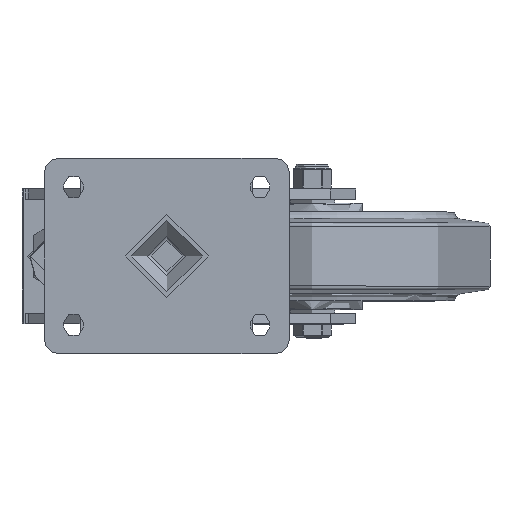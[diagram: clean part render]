
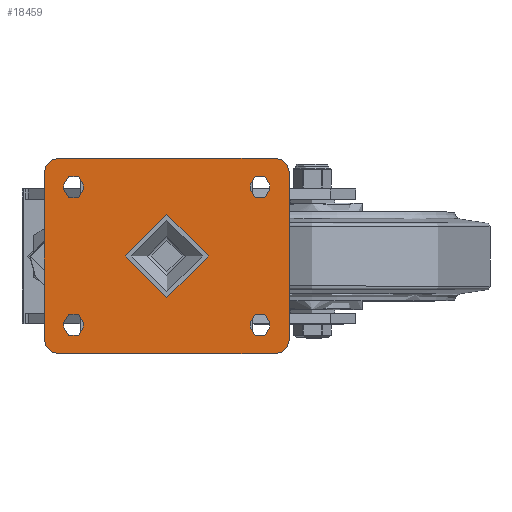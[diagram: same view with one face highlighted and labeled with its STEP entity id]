
A CAD part, top view. The second image highlights one B-rep face of the part: STEP entity #18459.
In plain terms, the highlighted planar face has unit normal (0, 0, 1).
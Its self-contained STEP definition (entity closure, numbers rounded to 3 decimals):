
#1875=FACE_BOUND('',#3734,.T.);
#1876=FACE_BOUND('',#3735,.T.);
#1877=FACE_BOUND('',#3736,.T.);
#1878=FACE_BOUND('',#3737,.T.);
#1879=FACE_BOUND('',#3738,.T.);
#2063=PLANE('',#19974);
#2561=FACE_OUTER_BOUND('',#3733,.T.);
#3733=EDGE_LOOP('',(#12638,#12639,#12640,#12641,#12642,#12643,#12644,#12645));
#3734=EDGE_LOOP('',(#12646));
#3735=EDGE_LOOP('',(#12647,#12648,#12649,#12650));
#3736=EDGE_LOOP('',(#12651,#12652,#12653,#12654));
#3737=EDGE_LOOP('',(#12655,#12656,#12657,#12658));
#3738=EDGE_LOOP('',(#12659,#12660,#12661,#12662));
#5047=LINE('',#26267,#6028);
#5051=LINE('',#26276,#6032);
#5054=LINE('',#26284,#6035);
#5057=LINE('',#26292,#6038);
#5061=LINE('',#26304,#6042);
#5063=LINE('',#26310,#6044);
#5067=LINE('',#26320,#6048);
#5069=LINE('',#26326,#6050);
#5073=LINE('',#26336,#6054);
#5075=LINE('',#26342,#6056);
#5079=LINE('',#26352,#6060);
#5081=LINE('',#26358,#6062);
#6028=VECTOR('',#21770,1000.);
#6032=VECTOR('',#21780,1000.);
#6035=VECTOR('',#21789,1000.);
#6038=VECTOR('',#21798,1000.);
#6042=VECTOR('',#21812,1000.);
#6044=VECTOR('',#21820,1000.);
#6048=VECTOR('',#21830,1000.);
#6050=VECTOR('',#21838,1000.);
#6054=VECTOR('',#21848,1000.);
#6056=VECTOR('',#21856,1000.);
#6060=VECTOR('',#21866,1000.);
#6062=VECTOR('',#21874,1000.);
#6999=CIRCLE('',#19906,23.5);
#7021=CIRCLE('',#19940,8.);
#7022=CIRCLE('',#19943,8.);
#7023=CIRCLE('',#19946,8.);
#7024=CIRCLE('',#19949,8.);
#7025=CIRCLE('',#19951,5.5);
#7026=CIRCLE('',#19954,5.5);
#7027=CIRCLE('',#19957,5.5);
#7028=CIRCLE('',#19960,5.5);
#7029=CIRCLE('',#19963,5.5);
#7030=CIRCLE('',#19966,5.5);
#7031=CIRCLE('',#19969,5.5);
#7032=CIRCLE('',#19972,5.5);
#7795=VERTEX_POINT('',#26184);
#7827=VERTEX_POINT('',#26264);
#7828=VERTEX_POINT('',#26266);
#7829=VERTEX_POINT('',#26270);
#7830=VERTEX_POINT('',#26274);
#7831=VERTEX_POINT('',#26278);
#7832=VERTEX_POINT('',#26282);
#7833=VERTEX_POINT('',#26286);
#7834=VERTEX_POINT('',#26290);
#7835=VERTEX_POINT('',#26296);
#7836=VERTEX_POINT('',#26298);
#7837=VERTEX_POINT('',#26302);
#7838=VERTEX_POINT('',#26306);
#7839=VERTEX_POINT('',#26312);
#7840=VERTEX_POINT('',#26314);
#7841=VERTEX_POINT('',#26318);
#7842=VERTEX_POINT('',#26322);
#7843=VERTEX_POINT('',#26328);
#7844=VERTEX_POINT('',#26330);
#7845=VERTEX_POINT('',#26334);
#7846=VERTEX_POINT('',#26338);
#7847=VERTEX_POINT('',#26344);
#7848=VERTEX_POINT('',#26346);
#7849=VERTEX_POINT('',#26350);
#7850=VERTEX_POINT('',#26354);
#9635=EDGE_CURVE('',#7795,#7795,#6999,.T.);
#9673=EDGE_CURVE('',#7827,#7828,#5047,.T.);
#9676=EDGE_CURVE('',#7829,#7827,#7021,.T.);
#9678=EDGE_CURVE('',#7830,#7829,#5051,.T.);
#9680=EDGE_CURVE('',#7831,#7830,#7022,.T.);
#9682=EDGE_CURVE('',#7832,#7831,#5054,.T.);
#9684=EDGE_CURVE('',#7833,#7832,#7023,.T.);
#9686=EDGE_CURVE('',#7834,#7833,#5057,.T.);
#9687=EDGE_CURVE('',#7834,#7828,#7024,.T.);
#9689=EDGE_CURVE('',#7836,#7835,#7025,.T.);
#9692=EDGE_CURVE('',#7835,#7837,#5061,.T.);
#9694=EDGE_CURVE('',#7837,#7838,#7026,.T.);
#9695=EDGE_CURVE('',#7838,#7836,#5063,.T.);
#9697=EDGE_CURVE('',#7840,#7839,#7027,.T.);
#9700=EDGE_CURVE('',#7839,#7841,#5067,.T.);
#9702=EDGE_CURVE('',#7841,#7842,#7028,.T.);
#9703=EDGE_CURVE('',#7842,#7840,#5069,.T.);
#9705=EDGE_CURVE('',#7844,#7843,#7029,.T.);
#9708=EDGE_CURVE('',#7843,#7845,#5073,.T.);
#9710=EDGE_CURVE('',#7845,#7846,#7030,.T.);
#9711=EDGE_CURVE('',#7846,#7844,#5075,.T.);
#9713=EDGE_CURVE('',#7848,#7847,#7031,.T.);
#9716=EDGE_CURVE('',#7847,#7849,#5079,.T.);
#9718=EDGE_CURVE('',#7849,#7850,#7032,.T.);
#9719=EDGE_CURVE('',#7850,#7848,#5081,.T.);
#12638=ORIENTED_EDGE('',*,*,#9687,.T.);
#12639=ORIENTED_EDGE('',*,*,#9673,.F.);
#12640=ORIENTED_EDGE('',*,*,#9676,.F.);
#12641=ORIENTED_EDGE('',*,*,#9678,.F.);
#12642=ORIENTED_EDGE('',*,*,#9680,.F.);
#12643=ORIENTED_EDGE('',*,*,#9682,.F.);
#12644=ORIENTED_EDGE('',*,*,#9684,.F.);
#12645=ORIENTED_EDGE('',*,*,#9686,.F.);
#12646=ORIENTED_EDGE('',*,*,#9635,.T.);
#12647=ORIENTED_EDGE('',*,*,#9719,.T.);
#12648=ORIENTED_EDGE('',*,*,#9713,.T.);
#12649=ORIENTED_EDGE('',*,*,#9716,.T.);
#12650=ORIENTED_EDGE('',*,*,#9718,.T.);
#12651=ORIENTED_EDGE('',*,*,#9711,.T.);
#12652=ORIENTED_EDGE('',*,*,#9705,.T.);
#12653=ORIENTED_EDGE('',*,*,#9708,.T.);
#12654=ORIENTED_EDGE('',*,*,#9710,.T.);
#12655=ORIENTED_EDGE('',*,*,#9703,.T.);
#12656=ORIENTED_EDGE('',*,*,#9697,.T.);
#12657=ORIENTED_EDGE('',*,*,#9700,.T.);
#12658=ORIENTED_EDGE('',*,*,#9702,.T.);
#12659=ORIENTED_EDGE('',*,*,#9695,.T.);
#12660=ORIENTED_EDGE('',*,*,#9689,.T.);
#12661=ORIENTED_EDGE('',*,*,#9692,.T.);
#12662=ORIENTED_EDGE('',*,*,#9694,.T.);
#18459=ADVANCED_FACE('',(#2561,#1875,#1876,#1877,#1878,#1879),#2063,.T.);
#19906=AXIS2_PLACEMENT_3D('',#26185,#21688,#21689);
#19940=AXIS2_PLACEMENT_3D('',#26272,#21775,#21776);
#19943=AXIS2_PLACEMENT_3D('',#26280,#21784,#21785);
#19946=AXIS2_PLACEMENT_3D('',#26288,#21793,#21794);
#19949=AXIS2_PLACEMENT_3D('',#26294,#21801,#21802);
#19951=AXIS2_PLACEMENT_3D('',#26299,#21806,#21807);
#19954=AXIS2_PLACEMENT_3D('',#26308,#21816,#21817);
#19957=AXIS2_PLACEMENT_3D('',#26315,#21824,#21825);
#19960=AXIS2_PLACEMENT_3D('',#26324,#21834,#21835);
#19963=AXIS2_PLACEMENT_3D('',#26331,#21842,#21843);
#19966=AXIS2_PLACEMENT_3D('',#26340,#21852,#21853);
#19969=AXIS2_PLACEMENT_3D('',#26347,#21860,#21861);
#19972=AXIS2_PLACEMENT_3D('',#26356,#21870,#21871);
#19974=AXIS2_PLACEMENT_3D('',#26359,#21875,#21876);
#21688=DIRECTION('center_axis',(0.,0.,-1.));
#21689=DIRECTION('ref_axis',(-1.,0.,0.));
#21770=DIRECTION('',(-1.,0.,0.));
#21775=DIRECTION('center_axis',(0.,0.,-1.));
#21776=DIRECTION('ref_axis',(1.,0.,0.));
#21780=DIRECTION('',(0.,-1.,0.));
#21784=DIRECTION('center_axis',(0.,0.,-1.));
#21785=DIRECTION('ref_axis',(0.,1.,0.));
#21789=DIRECTION('',(1.,0.,0.));
#21793=DIRECTION('center_axis',(0.,0.,-1.));
#21794=DIRECTION('ref_axis',(-1.,0.,0.));
#21798=DIRECTION('',(0.,1.,0.));
#21801=DIRECTION('center_axis',(0.,0.,1.));
#21802=DIRECTION('ref_axis',(-1.,0.,0.));
#21806=DIRECTION('center_axis',(0.,0.,-1.));
#21807=DIRECTION('ref_axis',(1.,0.,0.));
#21812=DIRECTION('',(0.,-1.,0.));
#21816=DIRECTION('center_axis',(0.,0.,-1.));
#21817=DIRECTION('ref_axis',(1.,0.,0.));
#21820=DIRECTION('',(0.,1.,0.));
#21824=DIRECTION('center_axis',(0.,0.,-1.));
#21825=DIRECTION('ref_axis',(1.,0.,0.));
#21830=DIRECTION('',(0.,1.,0.));
#21834=DIRECTION('center_axis',(0.,0.,-1.));
#21835=DIRECTION('ref_axis',(1.,0.,0.));
#21838=DIRECTION('',(0.,-1.,0.));
#21842=DIRECTION('center_axis',(0.,0.,-1.));
#21843=DIRECTION('ref_axis',(-1.,0.,0.));
#21848=DIRECTION('',(0.,-1.,0.));
#21852=DIRECTION('center_axis',(0.,0.,-1.));
#21853=DIRECTION('ref_axis',(-1.,0.,0.));
#21856=DIRECTION('',(0.,1.,0.));
#21860=DIRECTION('center_axis',(0.,0.,-1.));
#21861=DIRECTION('ref_axis',(-1.,0.,0.));
#21866=DIRECTION('',(0.,1.,0.));
#21870=DIRECTION('center_axis',(0.,0.,-1.));
#21871=DIRECTION('ref_axis',(-1.,0.,0.));
#21874=DIRECTION('',(0.,-1.,0.));
#21875=DIRECTION('center_axis',(0.,0.,1.));
#21876=DIRECTION('ref_axis',(1.,0.,0.));
#26184=CARTESIAN_POINT('',(23.5,0.,0.));
#26185=CARTESIAN_POINT('Origin',(0.,0.,0.));
#26264=CARTESIAN_POINT('',(61.,-55.,0.));
#26266=CARTESIAN_POINT('',(-61.,-55.,0.));
#26267=CARTESIAN_POINT('',(61.,-55.,0.));
#26270=CARTESIAN_POINT('',(69.,-47.,0.));
#26272=CARTESIAN_POINT('Origin',(61.,-47.,0.));
#26274=CARTESIAN_POINT('',(69.,47.,0.));
#26276=CARTESIAN_POINT('',(69.,47.,0.));
#26278=CARTESIAN_POINT('',(61.,55.,0.));
#26280=CARTESIAN_POINT('Origin',(61.,47.,0.));
#26282=CARTESIAN_POINT('',(-61.,55.,0.));
#26284=CARTESIAN_POINT('',(-61.,55.,0.));
#26286=CARTESIAN_POINT('',(-69.,47.,0.));
#26288=CARTESIAN_POINT('Origin',(-61.,47.,0.));
#26290=CARTESIAN_POINT('',(-69.,-47.,0.));
#26292=CARTESIAN_POINT('',(-69.,-47.,0.));
#26294=CARTESIAN_POINT('Origin',(-61.,-47.,0.));
#26296=CARTESIAN_POINT('',(-47.,40.,0.));
#26298=CARTESIAN_POINT('',(-58.,40.,0.));
#26299=CARTESIAN_POINT('Origin',(-52.5,40.,0.));
#26302=CARTESIAN_POINT('',(-47.,37.5,0.));
#26304=CARTESIAN_POINT('',(-47.,40.,0.));
#26306=CARTESIAN_POINT('',(-58.,37.5,0.));
#26308=CARTESIAN_POINT('Origin',(-52.5,37.5,0.));
#26310=CARTESIAN_POINT('',(-58.,40.,0.));
#26312=CARTESIAN_POINT('',(-58.,-40.,0.));
#26314=CARTESIAN_POINT('',(-47.,-40.,0.));
#26315=CARTESIAN_POINT('Origin',(-52.5,-40.,0.));
#26318=CARTESIAN_POINT('',(-58.,-37.5,0.));
#26320=CARTESIAN_POINT('',(-58.,-40.,0.));
#26322=CARTESIAN_POINT('',(-47.,-37.5,0.));
#26324=CARTESIAN_POINT('Origin',(-52.5,-37.5,0.));
#26326=CARTESIAN_POINT('',(-47.,-40.,0.));
#26328=CARTESIAN_POINT('',(58.,40.,0.));
#26330=CARTESIAN_POINT('',(47.,40.,0.));
#26331=CARTESIAN_POINT('Origin',(52.5,40.,0.));
#26334=CARTESIAN_POINT('',(58.,37.5,0.));
#26336=CARTESIAN_POINT('',(58.,40.,0.));
#26338=CARTESIAN_POINT('',(47.,37.5,0.));
#26340=CARTESIAN_POINT('Origin',(52.5,37.5,0.));
#26342=CARTESIAN_POINT('',(47.,40.,0.));
#26344=CARTESIAN_POINT('',(47.,-40.,0.));
#26346=CARTESIAN_POINT('',(58.,-40.,0.));
#26347=CARTESIAN_POINT('Origin',(52.5,-40.,0.));
#26350=CARTESIAN_POINT('',(47.,-37.5,0.));
#26352=CARTESIAN_POINT('',(47.,-40.,0.));
#26354=CARTESIAN_POINT('',(58.,-37.5,0.));
#26356=CARTESIAN_POINT('Origin',(52.5,-37.5,0.));
#26358=CARTESIAN_POINT('',(58.,-40.,0.));
#26359=CARTESIAN_POINT('Origin',(0.,0.,0.));
